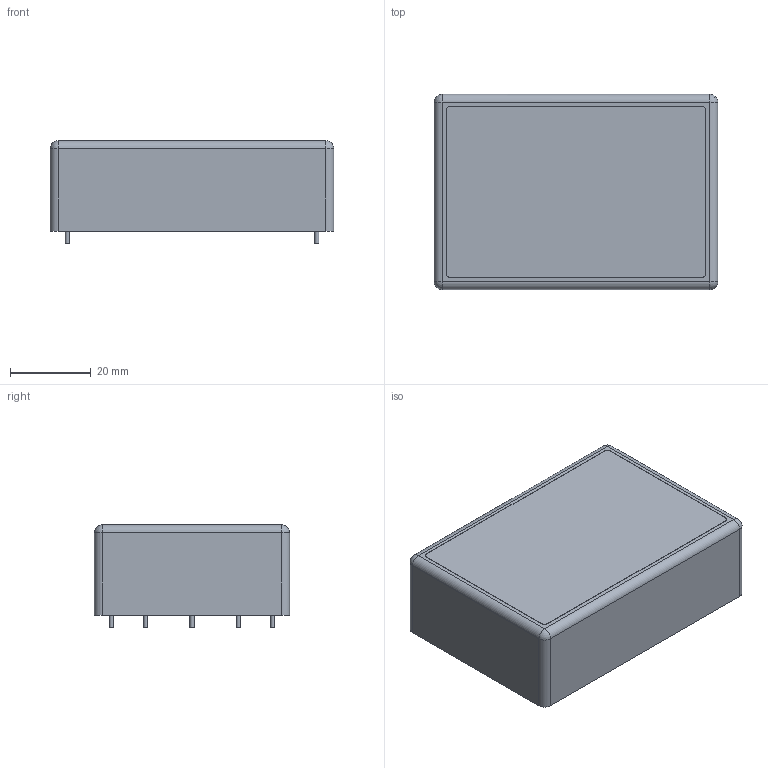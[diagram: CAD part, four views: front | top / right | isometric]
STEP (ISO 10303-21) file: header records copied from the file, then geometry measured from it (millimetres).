
FILE_DESCRIPTION(/* description */ (''),/* implementation_level */ '2;1');
FILE_NAME(/* name */ 'PWS_TRACO_TML20_Triple.stp',/* time_stamp */ '2015-09-15T09:45:34+02:00',/* author */ ('bcivel'),/* organization */ (''),/* preprocessor_version */ 'ST-DEVELOPER v15.5',/* originating_system */ 'AutoCAD Mechanical',/* authorisation */ '');
FILE_SCHEMA (('AUTOMOTIVE_DESIGN { 1 0 10303 214 3 1 1 }'));
Length unit declared in the file: millimetre
Products named in the file (1): Product
Bounding box: 70.5 x 48.5 x 25.6 mm (x, y, z)
Volume: 76608.9 mm3; surface area: 17475.3 mm2
Topology: 10 solids, 10 shells, 52 faces, 87 edges, 54 vertices
Faces by surface type: plane 28, cylinder 20, sphere 4
Full cylindrical faces by diameter (mm): 1 x8
Entity records: 1189 total; most frequent: DIRECTION 222, CARTESIAN_POINT 181, ORIENTED_EDGE 152, AXIS2_PLACEMENT_3D 93, EDGE_CURVE 76, EDGE_LOOP 60, FACE_OUTER_BOUND 52, VERTEX_POINT 52
